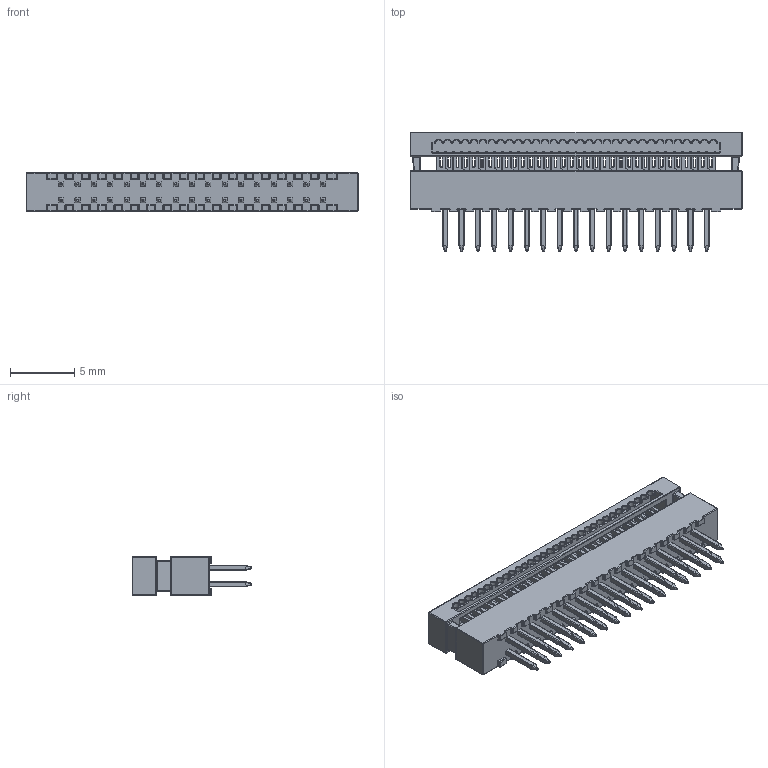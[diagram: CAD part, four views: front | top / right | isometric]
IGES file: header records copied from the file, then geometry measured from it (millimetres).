
Start section: SolidWorks IGES file using analytic representation for surfaces
Global section: file name: M50-3801742.IGS; native system: SolidWorks 2014; preprocessor: SolidWorks 2014; author: susan_ahlfs; date: 180201.140611; units: millimetre
Bounding box: 25.79 x 9.3 x 3 mm (x, y, z)
Surface area: 992.1 mm2 (no closed solid volume)
Topology: 0 solids, 0 shells, 4516 faces, 23372 edges, 22528 vertices
Faces by surface type: revolution 2899, bspline 1617
